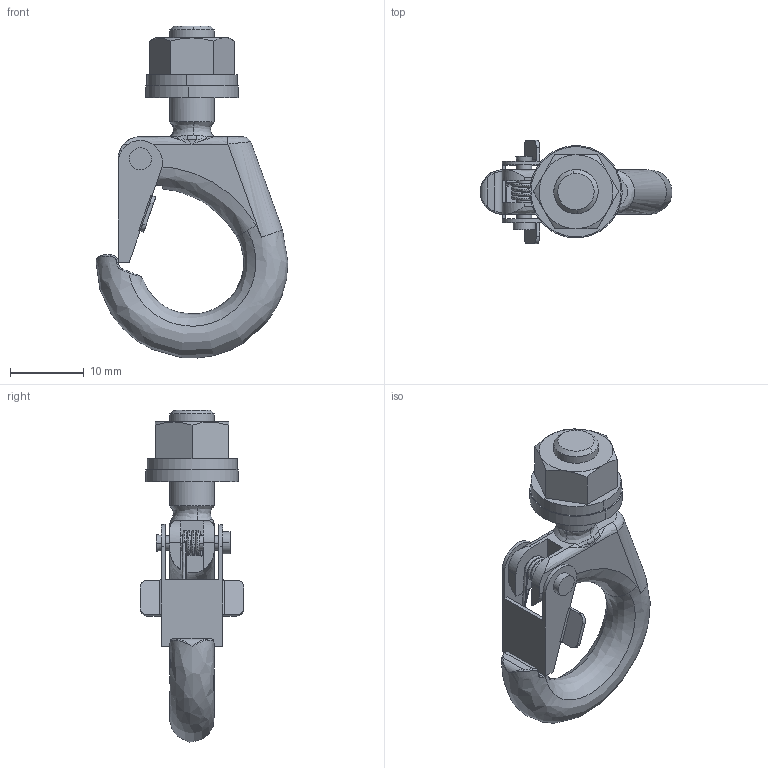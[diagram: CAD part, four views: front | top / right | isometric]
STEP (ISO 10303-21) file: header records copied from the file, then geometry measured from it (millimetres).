
FILE_DESCRIPTION((''),'2;1');
FILE_NAME('','2005-12-14T15:35:11',(''),(''),'','CADfix','');
FILE_SCHEMA(('AUTOMOTIVE_DESIGN'));
Length unit declared in the file: millimetre
Products named in the file (8): spring; washer_B; washer_A; stopper; pin; nut; hook; TM_146_23192_36
Assembly tree (7 placements, depth 2):
  TM_146_23192_36
    spring
    washer_B
    washer_A
    stopper
    pin
    nut
    hook
Bounding box: 26 x 14 x 44.96 mm (x, y, z)
Volume: 2981.9 mm3; surface area: 3196.6 mm2
Topology: 7 solids, 7 shells, 150 faces, 444 edges, 297 vertices
Faces by surface type: bspline 150
Entity records: 7957 total; most frequent: CARTESIAN_POINT 5368, ORIENTED_EDGE 864, EDGE_CURVE 432, VERTEX_POINT 297, EDGE_LOOP 165, FACE_OUTER_BOUND 150, ADVANCED_FACE 150, QUASI_UNIFORM_CURVE 146
